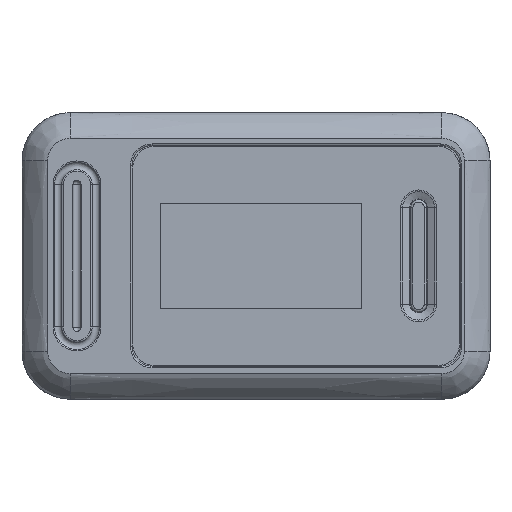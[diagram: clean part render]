
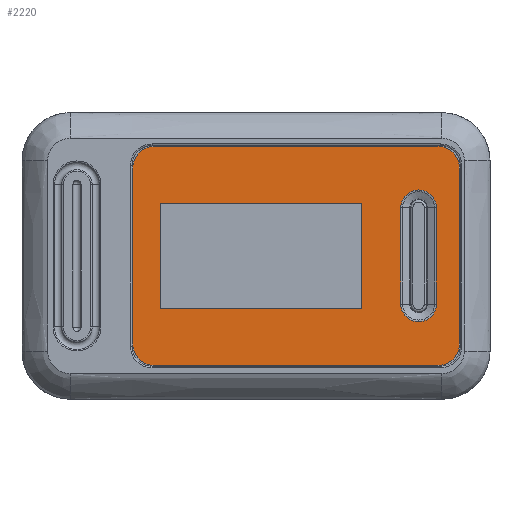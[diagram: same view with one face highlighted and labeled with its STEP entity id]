
A CAD part, top view. The second image highlights one B-rep face of the part: STEP entity #2220.
In plain terms, the highlighted planar face has unit normal (0, 0, 1).
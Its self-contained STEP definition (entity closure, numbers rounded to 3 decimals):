
#2220=ADVANCED_FACE('',(#4679,#4680,#4681),#3676,.T.);
#3676=PLANE('',#27817);
#4679=FACE_BOUND('',#4889,.T.);
#4680=FACE_BOUND('',#4890,.T.);
#4681=FACE_BOUND('',#4891,.T.);
#4889=EDGE_LOOP('',(#12454,#12455,#12456,#12457,#12458,#12459,#12460,#12461));
#4890=EDGE_LOOP('',(#12462,#12463,#12464,#12465));
#4891=EDGE_LOOP('',(#12466,#12467,#12468,#12469));
#6470=LINE('',#37395,#9458);
#6471=LINE('',#37399,#9459);
#6472=LINE('',#37403,#9460);
#6473=LINE('',#37407,#9461);
#6474=LINE('',#37408,#9462);
#6475=LINE('',#37413,#9463);
#6476=LINE('',#37416,#9464);
#6477=LINE('',#37419,#9465);
#6478=LINE('',#37421,#9466);
#6479=LINE('',#37423,#9467);
#9458=VECTOR('',#30018,1.);
#9459=VECTOR('',#30021,1.);
#9460=VECTOR('',#30024,1.);
#9461=VECTOR('',#30027,1.);
#9462=VECTOR('',#30028,1.);
#9463=VECTOR('',#30031,1.);
#9464=VECTOR('',#30034,1.);
#9465=VECTOR('',#30035,1.);
#9466=VECTOR('',#30036,1.);
#9467=VECTOR('',#30037,1.);
#12454=ORIENTED_EDGE('',*,*,#23079,.T.);
#12455=ORIENTED_EDGE('',*,*,#23080,.F.);
#12456=ORIENTED_EDGE('',*,*,#23081,.T.);
#12457=ORIENTED_EDGE('',*,*,#23082,.F.);
#12458=ORIENTED_EDGE('',*,*,#23083,.T.);
#12459=ORIENTED_EDGE('',*,*,#23084,.F.);
#12460=ORIENTED_EDGE('',*,*,#23085,.T.);
#12461=ORIENTED_EDGE('',*,*,#23086,.F.);
#12462=ORIENTED_EDGE('',*,*,#23087,.T.);
#12463=ORIENTED_EDGE('',*,*,#23088,.T.);
#12464=ORIENTED_EDGE('',*,*,#23089,.T.);
#12465=ORIENTED_EDGE('',*,*,#23090,.T.);
#12466=ORIENTED_EDGE('',*,*,#23091,.T.);
#12467=ORIENTED_EDGE('',*,*,#23092,.T.);
#12468=ORIENTED_EDGE('',*,*,#23093,.F.);
#12469=ORIENTED_EDGE('',*,*,#23094,.T.);
#20450=VERTEX_POINT('',#37393);
#20451=VERTEX_POINT('',#37394);
#20452=VERTEX_POINT('',#37396);
#20453=VERTEX_POINT('',#37398);
#20454=VERTEX_POINT('',#37400);
#20455=VERTEX_POINT('',#37402);
#20456=VERTEX_POINT('',#37404);
#20457=VERTEX_POINT('',#37406);
#20458=VERTEX_POINT('',#37409);
#20459=VERTEX_POINT('',#37410);
#20460=VERTEX_POINT('',#37412);
#20461=VERTEX_POINT('',#37414);
#20462=VERTEX_POINT('',#37417);
#20463=VERTEX_POINT('',#37418);
#20464=VERTEX_POINT('',#37420);
#20465=VERTEX_POINT('',#37422);
#23079=EDGE_CURVE('',#20450,#20451,#27071,.T.);
#23080=EDGE_CURVE('',#20452,#20451,#6470,.T.);
#23081=EDGE_CURVE('',#20452,#20453,#27072,.T.);
#23082=EDGE_CURVE('',#20454,#20453,#6471,.T.);
#23083=EDGE_CURVE('',#20454,#20455,#27073,.T.);
#23084=EDGE_CURVE('',#20456,#20455,#6472,.T.);
#23085=EDGE_CURVE('',#20456,#20457,#27074,.T.);
#23086=EDGE_CURVE('',#20450,#20457,#6473,.T.);
#23087=EDGE_CURVE('',#20458,#20459,#6474,.T.);
#23088=EDGE_CURVE('',#20459,#20460,#27075,.T.);
#23089=EDGE_CURVE('',#20460,#20461,#6475,.T.);
#23090=EDGE_CURVE('',#20461,#20458,#27076,.T.);
#23091=EDGE_CURVE('',#20462,#20463,#6476,.T.);
#23092=EDGE_CURVE('',#20463,#20464,#6477,.T.);
#23093=EDGE_CURVE('',#20465,#20464,#6478,.T.);
#23094=EDGE_CURVE('',#20465,#20462,#6479,.T.);
#27071=CIRCLE('',#27811,2.7);
#27072=CIRCLE('',#27812,2.7);
#27073=CIRCLE('',#27813,2.7);
#27074=CIRCLE('',#27814,2.7);
#27075=CIRCLE('',#27815,2.218);
#27076=CIRCLE('',#27816,2.218);
#27811=AXIS2_PLACEMENT_3D('',#37392,#30016,#30017);
#27812=AXIS2_PLACEMENT_3D('',#37397,#30019,#30020);
#27813=AXIS2_PLACEMENT_3D('',#37401,#30022,#30023);
#27814=AXIS2_PLACEMENT_3D('',#37405,#30025,#30026);
#27815=AXIS2_PLACEMENT_3D('',#37411,#30029,#30030);
#27816=AXIS2_PLACEMENT_3D('',#37415,#30032,#30033);
#27817=AXIS2_PLACEMENT_3D('',#37424,#30038,#30039);
#30016=DIRECTION('',(0.,0.,1.));
#30017=DIRECTION('',(1.,0.,0.));
#30018=DIRECTION('',(-1.,0.,0.));
#30019=DIRECTION('',(0.,0.,1.));
#30020=DIRECTION('',(1.,0.,0.));
#30021=DIRECTION('',(0.,-1.,0.));
#30022=DIRECTION('',(0.,0.,1.));
#30023=DIRECTION('',(1.,0.,0.));
#30024=DIRECTION('',(1.,0.,0.));
#30025=DIRECTION('',(0.,0.,1.));
#30026=DIRECTION('',(1.,0.,0.));
#30027=DIRECTION('',(0.,1.,0.));
#30028=DIRECTION('',(0.,-1.,0.));
#30029=DIRECTION('',(0.,0.,-1.));
#30030=DIRECTION('',(-1.,0.,0.));
#30031=DIRECTION('',(0.,1.,0.));
#30032=DIRECTION('',(0.,0.,-1.));
#30033=DIRECTION('',(-1.,0.,0.));
#30034=DIRECTION('',(0.,-1.,0.));
#30035=DIRECTION('',(-1.,0.,0.));
#30036=DIRECTION('',(0.,-1.,0.));
#30037=DIRECTION('',(1.,0.,0.));
#30038=DIRECTION('',(0.,0.,1.));
#30039=DIRECTION('',(0.,-1.,0.));
#37392=CARTESIAN_POINT('',(-6.538,56.523,6.296));
#37393=CARTESIAN_POINT('',(-9.238,56.523,6.296));
#37394=CARTESIAN_POINT('',(-6.538,53.823,6.296));
#37395=CARTESIAN_POINT('',(11.112,53.823,6.296));
#37396=CARTESIAN_POINT('',(28.762,53.823,6.296));
#37397=CARTESIAN_POINT('',(28.762,56.523,6.296));
#37398=CARTESIAN_POINT('',(31.462,56.523,6.296));
#37399=CARTESIAN_POINT('',(31.462,67.473,6.296));
#37400=CARTESIAN_POINT('',(31.462,78.423,6.296));
#37401=CARTESIAN_POINT('',(28.762,78.423,6.296));
#37402=CARTESIAN_POINT('',(28.762,81.123,6.296));
#37403=CARTESIAN_POINT('',(11.112,81.123,6.296));
#37404=CARTESIAN_POINT('',(-6.538,81.123,6.296));
#37405=CARTESIAN_POINT('',(-6.538,78.423,6.296));
#37406=CARTESIAN_POINT('',(-9.238,78.423,6.296));
#37407=CARTESIAN_POINT('',(-9.238,67.473,6.296));
#37408=CARTESIAN_POINT('',(28.58,67.473,6.296));
#37409=CARTESIAN_POINT('',(28.58,73.473,6.296));
#37410=CARTESIAN_POINT('',(28.58,61.473,6.296));
#37411=CARTESIAN_POINT('',(26.362,61.473,6.296));
#37412=CARTESIAN_POINT('',(24.144,61.473,6.296));
#37413=CARTESIAN_POINT('',(24.144,67.473,6.296));
#37414=CARTESIAN_POINT('',(24.144,73.473,6.296));
#37415=CARTESIAN_POINT('',(26.362,73.473,6.296));
#37416=CARTESIAN_POINT('',(19.262,67.973,6.296));
#37417=CARTESIAN_POINT('',(19.262,73.973,6.296));
#37418=CARTESIAN_POINT('',(19.262,60.973,6.296));
#37419=CARTESIAN_POINT('',(-5.238,60.973,6.296));
#37420=CARTESIAN_POINT('',(-5.738,60.973,6.296));
#37421=CARTESIAN_POINT('',(-5.738,67.473,6.296));
#37422=CARTESIAN_POINT('',(-5.738,73.973,6.296));
#37423=CARTESIAN_POINT('',(-5.238,73.973,6.296));
#37424=CARTESIAN_POINT('',(11.112,67.473,6.296));
